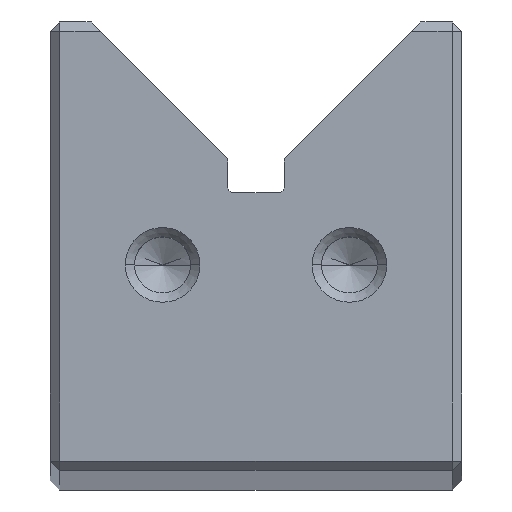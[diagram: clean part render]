
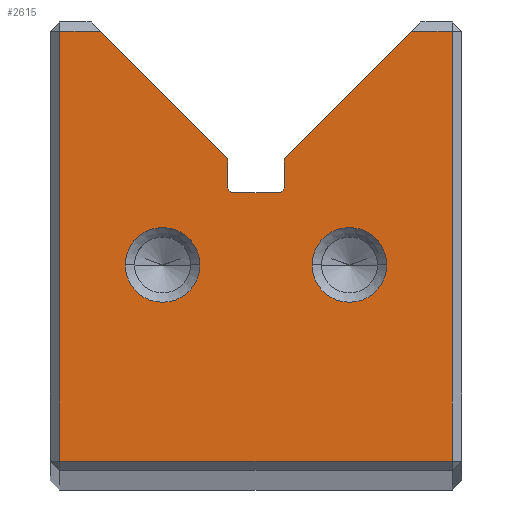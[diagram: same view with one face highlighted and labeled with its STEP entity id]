
A CAD part, top view. The second image highlights one B-rep face of the part: STEP entity #2615.
In plain terms, the highlighted planar face has unit normal (0, 0, 1).
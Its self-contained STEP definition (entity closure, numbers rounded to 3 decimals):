
#2615=ADVANCED_FACE('',(#3525,#3526,#3527),#2974,.F.);
#2974=PLANE('',#9314);
#3221=CIRCLE('',#9205,2.);
#3223=CIRCLE('',#9208,2.);
#3278=CIRCLE('',#9304,0.25);
#3279=CIRCLE('',#9307,0.25);
#3280=CIRCLE('',#9312,2.);
#3281=CIRCLE('',#9313,2.);
#3525=FACE_BOUND('',#3649,.T.);
#3526=FACE_BOUND('',#3650,.T.);
#3527=FACE_BOUND('',#3651,.T.);
#3649=EDGE_LOOP('',(#4495,#4496));
#3650=EDGE_LOOP('',(#4497,#4498));
#3651=EDGE_LOOP('',(#4499,#4500,#4501,#4502,#4503,#4504,#4505,#4506,#4507,
#4508,#4509,#4510));
#4495=ORIENTED_EDGE('',*,*,#6963,.T.);
#4496=ORIENTED_EDGE('',*,*,#7118,.T.);
#4497=ORIENTED_EDGE('',*,*,#6959,.T.);
#4498=ORIENTED_EDGE('',*,*,#7119,.T.);
#4499=ORIENTED_EDGE('',*,*,#7120,.T.);
#4500=ORIENTED_EDGE('',*,*,#7121,.T.);
#4501=ORIENTED_EDGE('',*,*,#7113,.T.);
#4502=ORIENTED_EDGE('',*,*,#7109,.T.);
#4503=ORIENTED_EDGE('',*,*,#7107,.T.);
#4504=ORIENTED_EDGE('',*,*,#7105,.T.);
#4505=ORIENTED_EDGE('',*,*,#7103,.T.);
#4506=ORIENTED_EDGE('',*,*,#7101,.T.);
#4507=ORIENTED_EDGE('',*,*,#7099,.T.);
#4508=ORIENTED_EDGE('',*,*,#7122,.T.);
#4509=ORIENTED_EDGE('',*,*,#7123,.T.);
#4510=ORIENTED_EDGE('',*,*,#7124,.T.);
#6299=VERTEX_POINT('',#11920);
#6300=VERTEX_POINT('',#11922);
#6303=VERTEX_POINT('',#11929);
#6304=VERTEX_POINT('',#11931);
#6395=VERTEX_POINT('',#12196);
#6396=VERTEX_POINT('',#12198);
#6397=VERTEX_POINT('',#12202);
#6398=VERTEX_POINT('',#12206);
#6399=VERTEX_POINT('',#12210);
#6400=VERTEX_POINT('',#12214);
#6401=VERTEX_POINT('',#12218);
#6404=VERTEX_POINT('',#12226);
#6407=VERTEX_POINT('',#12238);
#6408=VERTEX_POINT('',#12239);
#6409=VERTEX_POINT('',#12242);
#6410=VERTEX_POINT('',#12244);
#6959=EDGE_CURVE('',#6300,#6299,#3221,.T.);
#6963=EDGE_CURVE('',#6304,#6303,#3223,.T.);
#7099=EDGE_CURVE('',#6396,#6395,#7961,.T.);
#7101=EDGE_CURVE('',#6397,#6396,#7963,.T.);
#7103=EDGE_CURVE('',#6398,#6397,#3278,.T.);
#7105=EDGE_CURVE('',#6399,#6398,#7966,.T.);
#7107=EDGE_CURVE('',#6400,#6399,#3279,.T.);
#7109=EDGE_CURVE('',#6401,#6400,#7969,.T.);
#7113=EDGE_CURVE('',#6404,#6401,#7973,.T.);
#7118=EDGE_CURVE('',#6303,#6304,#3280,.T.);
#7119=EDGE_CURVE('',#6299,#6300,#3281,.T.);
#7120=EDGE_CURVE('',#6407,#6408,#7978,.T.);
#7121=EDGE_CURVE('',#6408,#6404,#7979,.T.);
#7122=EDGE_CURVE('',#6395,#6409,#7980,.T.);
#7123=EDGE_CURVE('',#6409,#6410,#7981,.T.);
#7124=EDGE_CURVE('',#6410,#6407,#7982,.T.);
#7961=LINE('',#12197,#8695);
#7963=LINE('',#12201,#8697);
#7966=LINE('',#12209,#8700);
#7969=LINE('',#12217,#8703);
#7973=LINE('',#12225,#8707);
#7978=LINE('',#12237,#8712);
#7979=LINE('',#12240,#8713);
#7980=LINE('',#12241,#8714);
#7981=LINE('',#12243,#8715);
#7982=LINE('',#12245,#8716);
#8695=VECTOR('',#10091,1.);
#8697=VECTOR('',#10095,1.);
#8700=VECTOR('',#10104,1.);
#8703=VECTOR('',#10113,1.);
#8707=VECTOR('',#10119,1.);
#8712=VECTOR('',#10132,1.);
#8713=VECTOR('',#10133,1.);
#8714=VECTOR('',#10134,1.);
#8715=VECTOR('',#10135,1.);
#8716=VECTOR('',#10136,1.);
#9205=AXIS2_PLACEMENT_3D('',#11921,#9814,#9815);
#9208=AXIS2_PLACEMENT_3D('',#11930,#9822,#9823);
#9304=AXIS2_PLACEMENT_3D('',#12205,#10099,#10100);
#9307=AXIS2_PLACEMENT_3D('',#12213,#10108,#10109);
#9312=AXIS2_PLACEMENT_3D('',#12235,#10128,#10129);
#9313=AXIS2_PLACEMENT_3D('',#12236,#10130,#10131);
#9314=AXIS2_PLACEMENT_3D('',#12246,#10137,#10138);
#9814=DIRECTION('',(0.,0.,-1.));
#9815=DIRECTION('',(-1.,0.,0.));
#9822=DIRECTION('',(0.,0.,-1.));
#9823=DIRECTION('',(-1.,0.,0.));
#10091=DIRECTION('',(-0.707,0.707,0.));
#10095=DIRECTION('',(0.,1.,0.));
#10099=DIRECTION('',(0.,0.,-1.));
#10100=DIRECTION('',(1.,0.,0.));
#10104=DIRECTION('',(-1.,0.,0.));
#10108=DIRECTION('',(0.,0.,-1.));
#10109=DIRECTION('',(-1.,0.,0.));
#10113=DIRECTION('',(0.,-1.,0.));
#10119=DIRECTION('',(-0.707,-0.707,0.));
#10128=DIRECTION('',(0.,0.,-1.));
#10129=DIRECTION('',(-1.,0.,0.));
#10130=DIRECTION('',(0.,0.,-1.));
#10131=DIRECTION('',(-1.,0.,0.));
#10132=DIRECTION('',(0.,1.,0.));
#10133=DIRECTION('',(-1.,0.,0.));
#10134=DIRECTION('',(-1.,0.,0.));
#10135=DIRECTION('',(0.,-1.,0.));
#10136=DIRECTION('',(1.,0.,0.));
#10137=DIRECTION('',(0.,0.,-1.));
#10138=DIRECTION('',(-1.,0.,0.));
#11920=CARTESIAN_POINT('',(-7.,11.,0.));
#11921=CARTESIAN_POINT('',(-5.,11.,0.));
#11922=CARTESIAN_POINT('',(-3.,11.,0.));
#11929=CARTESIAN_POINT('',(3.,11.,0.));
#11930=CARTESIAN_POINT('',(5.,11.,0.));
#11931=CARTESIAN_POINT('',(7.,11.,0.));
#12196=CARTESIAN_POINT('',(-8.328,23.5,0.));
#12197=CARTESIAN_POINT('',(-8.828,24.,0.));
#12198=CARTESIAN_POINT('',(-1.5,16.672,0.));
#12201=CARTESIAN_POINT('',(-1.5,16.672,0.));
#12202=CARTESIAN_POINT('',(-1.5,15.122,0.));
#12205=CARTESIAN_POINT('',(-1.25,15.122,0.));
#12206=CARTESIAN_POINT('',(-1.25,14.872,0.));
#12209=CARTESIAN_POINT('',(1.25,14.872,0.));
#12210=CARTESIAN_POINT('',(1.25,14.872,0.));
#12213=CARTESIAN_POINT('',(1.25,15.122,0.));
#12214=CARTESIAN_POINT('',(1.5,15.122,0.));
#12217=CARTESIAN_POINT('',(1.5,16.672,0.));
#12218=CARTESIAN_POINT('',(1.5,16.672,0.));
#12225=CARTESIAN_POINT('',(8.828,24.,0.));
#12226=CARTESIAN_POINT('',(8.328,23.5,0.));
#12235=CARTESIAN_POINT('',(5.,11.,0.));
#12236=CARTESIAN_POINT('',(-5.,11.,0.));
#12237=CARTESIAN_POINT('',(10.5,24.,0.));
#12238=CARTESIAN_POINT('',(10.5,0.5,0.));
#12239=CARTESIAN_POINT('',(10.5,23.5,0.));
#12240=CARTESIAN_POINT('',(8.828,23.5,0.));
#12241=CARTESIAN_POINT('',(-11.,23.5,0.));
#12242=CARTESIAN_POINT('',(-10.5,23.5,0.));
#12243=CARTESIAN_POINT('',(-10.5,0.,0.));
#12244=CARTESIAN_POINT('',(-10.5,0.5,0.));
#12245=CARTESIAN_POINT('',(11.,0.5,0.));
#12246=CARTESIAN_POINT('',(1.25,15.122,0.));
